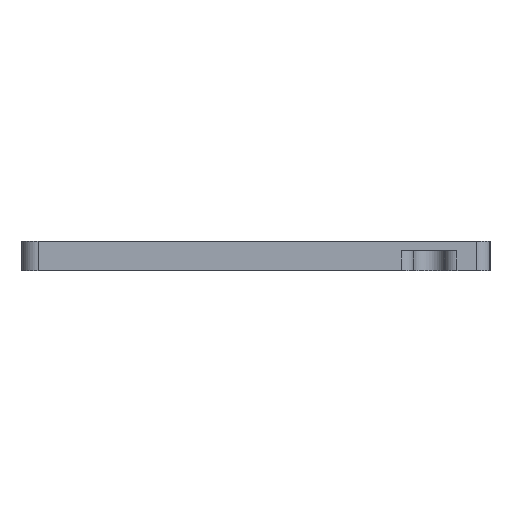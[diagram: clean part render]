
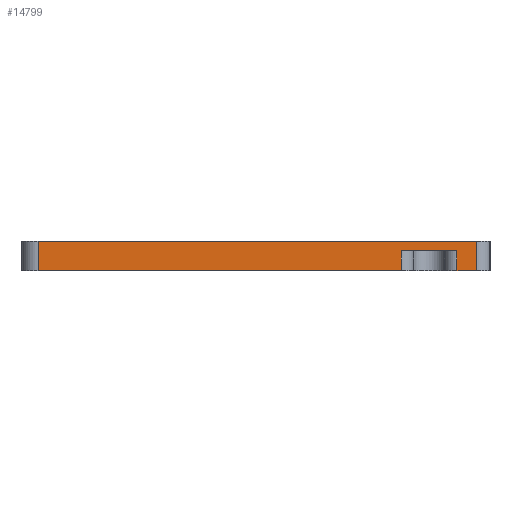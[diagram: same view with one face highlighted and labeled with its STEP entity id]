
A CAD part, left-side view. The second image highlights one B-rep face of the part: STEP entity #14799.
In plain terms, the highlighted planar face has unit normal (-1, 0, 0).
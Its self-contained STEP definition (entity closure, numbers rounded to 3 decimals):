
#283=PLANE('',#16234);
#886=FACE_OUTER_BOUND('',#1673,.T.);
#1673=EDGE_LOOP('',(#12252,#12253,#12254,#12255,#12256,#12257,#12258,#12259));
#2037=LINE('',#21373,#3451);
#2040=LINE('',#21385,#3454);
#2986=LINE('',#24590,#4400);
#2988=LINE('',#24596,#4402);
#2989=LINE('',#24598,#4403);
#2990=LINE('',#24600,#4404);
#2991=LINE('',#24601,#4405);
#2992=LINE('',#24602,#4406);
#3451=VECTOR('',#16764,10.);
#3454=VECTOR('',#16773,10.);
#4400=VECTOR('',#19937,10.);
#4402=VECTOR('',#19943,10.);
#4403=VECTOR('',#19944,10.);
#4404=VECTOR('',#19945,10.);
#4405=VECTOR('',#19946,10.);
#4406=VECTOR('',#19947,10.);
#5716=VERTEX_POINT('',#21370);
#5717=VERTEX_POINT('',#21372);
#5722=VERTEX_POINT('',#21382);
#5723=VERTEX_POINT('',#21384);
#6873=VERTEX_POINT('',#24589);
#6875=VERTEX_POINT('',#24595);
#6876=VERTEX_POINT('',#24597);
#6877=VERTEX_POINT('',#24599);
#7220=EDGE_CURVE('',#5717,#5716,#2037,.T.);
#7226=EDGE_CURVE('',#5723,#5722,#2040,.T.);
#8830=EDGE_CURVE('',#5717,#6873,#2986,.T.);
#8833=EDGE_CURVE('',#6875,#6873,#2988,.T.);
#8834=EDGE_CURVE('',#5716,#6876,#2989,.T.);
#8835=EDGE_CURVE('',#6877,#6876,#2990,.T.);
#8836=EDGE_CURVE('',#5723,#6877,#2991,.T.);
#8837=EDGE_CURVE('',#6875,#5722,#2992,.T.);
#12252=ORIENTED_EDGE('',*,*,#8833,.T.);
#12253=ORIENTED_EDGE('',*,*,#8830,.F.);
#12254=ORIENTED_EDGE('',*,*,#7220,.T.);
#12255=ORIENTED_EDGE('',*,*,#8834,.T.);
#12256=ORIENTED_EDGE('',*,*,#8835,.F.);
#12257=ORIENTED_EDGE('',*,*,#8836,.F.);
#12258=ORIENTED_EDGE('',*,*,#7226,.T.);
#12259=ORIENTED_EDGE('',*,*,#8837,.F.);
#14799=ADVANCED_FACE('',(#886),#283,.T.);
#16234=AXIS2_PLACEMENT_3D('',#24594,#19941,#19942);
#16764=DIRECTION('',(0.,-1.,0.));
#16773=DIRECTION('',(0.,-1.,0.));
#19937=DIRECTION('',(0.,0.,1.));
#19941=DIRECTION('center_axis',(-1.,0.,0.));
#19942=DIRECTION('ref_axis',(0.,-1.,0.));
#19943=DIRECTION('',(0.,-1.,0.));
#19944=DIRECTION('',(0.,0.,1.));
#19945=DIRECTION('',(0.,-1.,0.));
#19946=DIRECTION('',(0.,0.,1.));
#19947=DIRECTION('',(0.,0.,-1.));
#21370=CARTESIAN_POINT('',(15.404,12.949,0.));
#21372=CARTESIAN_POINT('',(15.404,16.09,0.));
#21373=CARTESIAN_POINT('',(15.404,84.499,0.));
#21382=CARTESIAN_POINT('',(15.404,25.19,0.));
#21384=CARTESIAN_POINT('',(15.404,84.499,0.));
#21385=CARTESIAN_POINT('',(15.404,84.499,0.));
#24589=CARTESIAN_POINT('',(15.404,16.09,3.25));
#24590=CARTESIAN_POINT('',(15.404,16.09,0.));
#24594=CARTESIAN_POINT('Origin',(15.404,84.499,0.));
#24595=CARTESIAN_POINT('',(15.404,25.19,3.25));
#24596=CARTESIAN_POINT('',(15.404,52.57,3.25));
#24597=CARTESIAN_POINT('',(15.404,12.949,4.75));
#24598=CARTESIAN_POINT('',(15.404,12.949,0.));
#24599=CARTESIAN_POINT('',(15.404,84.499,4.75));
#24600=CARTESIAN_POINT('',(15.404,84.499,4.75));
#24601=CARTESIAN_POINT('',(15.404,84.499,0.));
#24602=CARTESIAN_POINT('',(15.404,25.19,0.));
